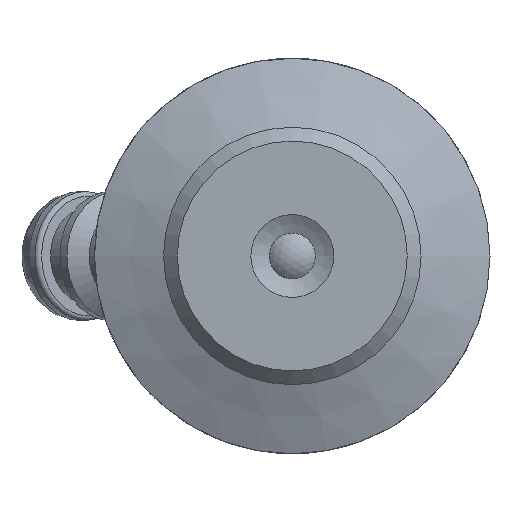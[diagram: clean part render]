
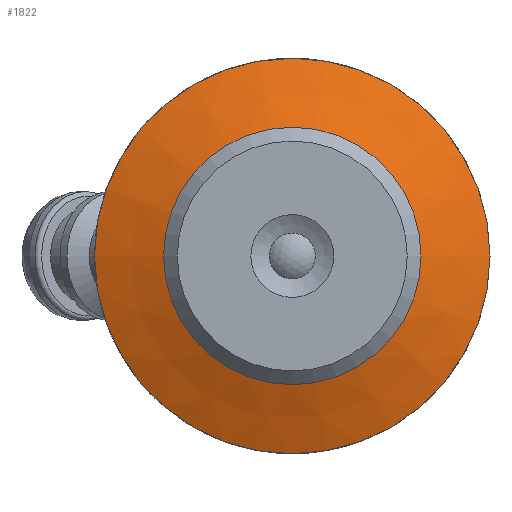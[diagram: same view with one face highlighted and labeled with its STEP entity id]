
A CAD part, front view. The second image highlights one B-rep face of the part: STEP entity #1822.
In plain terms, the highlighted conical face has half-angle 68.199 degrees and reference radius 17.75 mm.
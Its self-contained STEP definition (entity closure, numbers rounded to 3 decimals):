
#64=LINE('',#3459,#122);
#122=VECTOR('',#2412,17.75);
#165=CONICAL_SURFACE('',#2010,17.75,1.19);
#409=FACE_OUTER_BOUND('',#516,.T.);
#516=EDGE_LOOP('',(#1441,#1442,#1443,#1444,#1445,#1446));
#657=CIRCLE('',#2011,21.5);
#658=CIRCLE('',#2012,21.5);
#659=CIRCLE('',#2013,14.);
#660=CIRCLE('',#2014,14.);
#844=VERTEX_POINT('',#3454);
#845=VERTEX_POINT('',#3455);
#846=VERTEX_POINT('',#3458);
#847=VERTEX_POINT('',#3460);
#1067=EDGE_CURVE('',#844,#845,#657,.T.);
#1068=EDGE_CURVE('',#845,#844,#658,.T.);
#1069=EDGE_CURVE('',#845,#846,#64,.T.);
#1070=EDGE_CURVE('',#846,#847,#659,.T.);
#1071=EDGE_CURVE('',#847,#846,#660,.T.);
#1441=ORIENTED_EDGE('',*,*,#1067,.F.);
#1442=ORIENTED_EDGE('',*,*,#1068,.F.);
#1443=ORIENTED_EDGE('',*,*,#1069,.T.);
#1444=ORIENTED_EDGE('',*,*,#1070,.T.);
#1445=ORIENTED_EDGE('',*,*,#1071,.T.);
#1446=ORIENTED_EDGE('',*,*,#1069,.F.);
#1822=ADVANCED_FACE('',(#409),#165,.T.);
#2010=AXIS2_PLACEMENT_3D('',#3453,#2406,#2407);
#2011=AXIS2_PLACEMENT_3D('',#3456,#2408,#2409);
#2012=AXIS2_PLACEMENT_3D('',#3457,#2410,#2411);
#2013=AXIS2_PLACEMENT_3D('',#3461,#2413,#2414);
#2014=AXIS2_PLACEMENT_3D('',#3462,#2415,#2416);
#2406=DIRECTION('center_axis',(0.,1.,0.));
#2407=DIRECTION('ref_axis',(-1.,0.,0.));
#2408=DIRECTION('center_axis',(0.,1.,0.));
#2409=DIRECTION('ref_axis',(-1.,0.,0.));
#2410=DIRECTION('center_axis',(0.,1.,0.));
#2411=DIRECTION('ref_axis',(-1.,0.,0.));
#2412=DIRECTION('',(-0.928,-0.371,0.));
#2413=DIRECTION('center_axis',(0.,1.,0.));
#2414=DIRECTION('ref_axis',(-1.,0.,0.));
#2415=DIRECTION('center_axis',(0.,1.,0.));
#2416=DIRECTION('ref_axis',(-1.,0.,0.));
#3453=CARTESIAN_POINT('Origin',(0.,13.5,0.));
#3454=CARTESIAN_POINT('',(-21.5,15.,0.));
#3455=CARTESIAN_POINT('',(21.5,15.,0.));
#3456=CARTESIAN_POINT('Origin',(0.,15.,0.));
#3457=CARTESIAN_POINT('Origin',(0.,15.,0.));
#3458=CARTESIAN_POINT('',(14.,12.,0.));
#3459=CARTESIAN_POINT('',(17.75,13.5,0.));
#3460=CARTESIAN_POINT('',(-14.,12.,0.));
#3461=CARTESIAN_POINT('Origin',(0.,12.,0.));
#3462=CARTESIAN_POINT('Origin',(0.,12.,0.));
